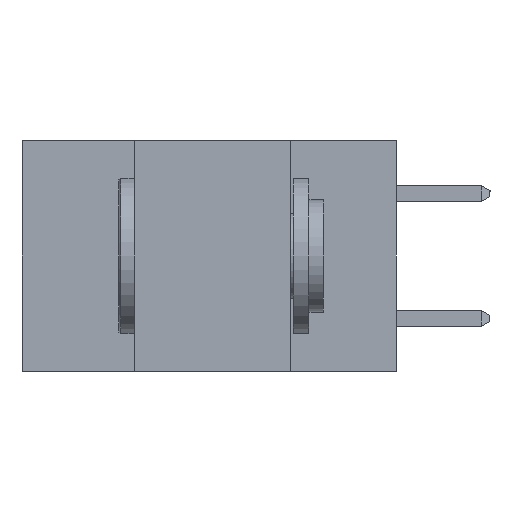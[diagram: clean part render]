
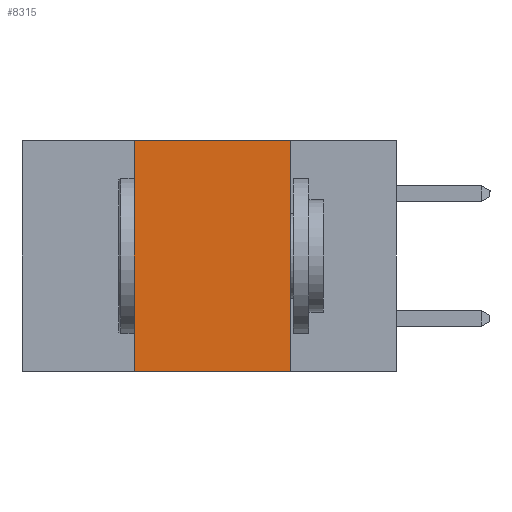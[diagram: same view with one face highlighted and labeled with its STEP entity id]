
A CAD part, left-side view. The second image highlights one B-rep face of the part: STEP entity #8315.
In plain terms, the highlighted planar face has unit normal (-1, 0, 0).
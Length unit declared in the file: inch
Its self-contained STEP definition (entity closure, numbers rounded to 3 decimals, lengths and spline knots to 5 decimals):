
#125 = CARTESIAN_POINT ( 'NONE',  ( 0., 0.6, -0.37 ) ) ;
#267 = ORIENTED_EDGE ( 'NONE', *, *, #12643, .F. ) ;
#574 = VECTOR ( 'NONE', #10531, 39.37008 ) ;
#1418 = DIRECTION ( 'NONE',  ( 0., 0., -1. ) ) ;
#1569 = VERTEX_POINT ( 'NONE', #11267 ) ;
#1594 = CARTESIAN_POINT ( 'NONE',  ( 0., 0.17, 0. ) ) ;
#2933 = ORIENTED_EDGE ( 'NONE', *, *, #5958, .T. ) ;
#3449 = AXIS2_PLACEMENT_3D ( 'NONE', #3740, #3526, #4787 ) ;
#3526 = DIRECTION ( 'NONE',  ( 1., 0., 0. ) ) ;
#3665 = PLANE ( 'NONE',  #3449 ) ;
#3740 = CARTESIAN_POINT ( 'NONE',  ( 0., 0.6, 0. ) ) ;
#4124 = EDGE_CURVE ( 'NONE', #5177, #7687, #8766, .T. ) ;
#4322 = CARTESIAN_POINT ( 'NONE',  ( 0., 0.17, -0.37 ) ) ;
#4423 = DIRECTION ( 'NONE',  ( 0., -1., 0. ) ) ;
#4787 = DIRECTION ( 'NONE',  ( 0., 0., -1. ) ) ;
#4934 = ORIENTED_EDGE ( 'NONE', *, *, #6916, .F. ) ;
#5177 = VERTEX_POINT ( 'NONE', #1594 ) ;
#5958 = EDGE_CURVE ( 'NONE', #1569, #7687, #8755, .T. ) ;
#6338 = CARTESIAN_POINT ( 'NONE',  ( 0., 0.42, 0. ) ) ;
#6771 = CARTESIAN_POINT ( 'NONE',  ( 0., 0.6, 0. ) ) ;
#6916 = EDGE_CURVE ( 'NONE', #13391, #5177, #9952, .T. ) ;
#7687 = VERTEX_POINT ( 'NONE', #4322 ) ;
#7723 = VECTOR ( 'NONE', #10878, 39.37008 ) ;
#7786 = VECTOR ( 'NONE', #1418, 39.37008 ) ;
#7857 = CARTESIAN_POINT ( 'NONE',  ( 0., 0.17, -0.37 ) ) ;
#8315 = ADVANCED_FACE ( 'NONE', ( #10189 ), #3665, .F. ) ;
#8755 = LINE ( 'NONE', #125, #11086 ) ;
#8766 = LINE ( 'NONE', #7857, #7786 ) ;
#9244 = LINE ( 'NONE', #10246, #574 ) ;
#9952 = LINE ( 'NONE', #6771, #7723 ) ;
#10189 = FACE_OUTER_BOUND ( 'NONE', #11728, .T. ) ;
#10246 = CARTESIAN_POINT ( 'NONE',  ( 0., 0.42, -0.37 ) ) ;
#10273 = ORIENTED_EDGE ( 'NONE', *, *, #4124, .F. ) ;
#10531 = DIRECTION ( 'NONE',  ( 0., 0., 1. ) ) ;
#10878 = DIRECTION ( 'NONE',  ( 0., -1., 0. ) ) ;
#11086 = VECTOR ( 'NONE', #4423, 39.37008 ) ;
#11267 = CARTESIAN_POINT ( 'NONE',  ( 0., 0.42, -0.37 ) ) ;
#11728 = EDGE_LOOP ( 'NONE', ( #10273, #4934, #267, #2933 ) ) ;
#12643 = EDGE_CURVE ( 'NONE', #1569, #13391, #9244, .T. ) ;
#13391 = VERTEX_POINT ( 'NONE', #6338 ) ;
